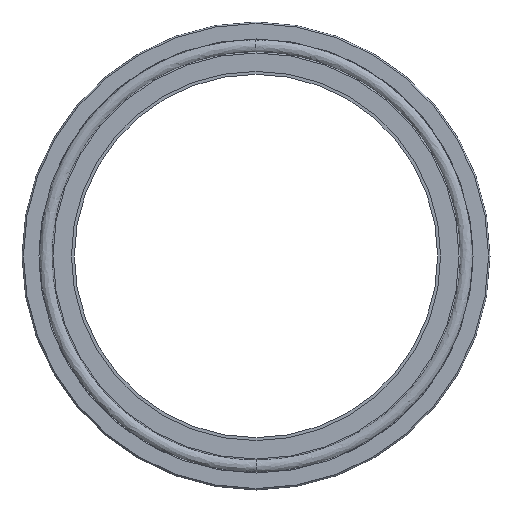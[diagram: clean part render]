
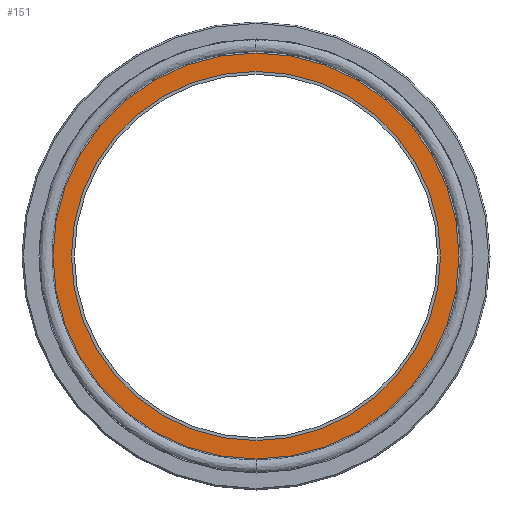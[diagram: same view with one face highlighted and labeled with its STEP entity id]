
A CAD part, left-side view. The second image highlights one B-rep face of the part: STEP entity #151.
In plain terms, the highlighted planar face has unit normal (-1, 0, 0).
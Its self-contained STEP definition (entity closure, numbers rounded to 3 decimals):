
#151=ADVANCED_FACE('',(#206,#207),#205,.T.);
#205=PLANE('',#544);
#206=FACE_OUTER_BOUND('',#545,.T.);
#207=FACE_BOUND('',#546,.T.);
#541=CARTESIAN_POINT('',(-1.95,-130.964,-149.677));
#542=DIRECTION('',(-1.,0.,0.));
#543=DIRECTION('',(0.,0.,1.));
#544=AXIS2_PLACEMENT_3D('',#541,#542,#543);
#545=EDGE_LOOP('',(#1033,#1034));
#546=EDGE_LOOP('',(#1035,#1036));
#1033=ORIENTED_EDGE('',*,*,#1181,.T.);
#1034=ORIENTED_EDGE('',*,*,#1182,.T.);
#1035=ORIENTED_EDGE('',*,*,#1183,.F.);
#1036=ORIENTED_EDGE('',*,*,#1184,.F.);
#1181=EDGE_CURVE('',#1303,#1304,#1305,.T.);
#1182=EDGE_CURVE('',#1304,#1303,#1311,.T.);
#1183=EDGE_CURVE('',#1317,#1318,#1319,.T.);
#1184=EDGE_CURVE('',#1318,#1317,#1325,.T.);
#1303=VERTEX_POINT('',#1777);
#1304=VERTEX_POINT('',#1778);
#1305=CIRCLE('',#1782,69.838);
#1311=CIRCLE('',#1786,69.838);
#1317=VERTEX_POINT('',#1787);
#1318=VERTEX_POINT('',#1788);
#1319=CIRCLE('',#1792,63.5);
#1325=CIRCLE('',#1796,63.5);
#1777=CARTESIAN_POINT('',(-1.95,0.,69.838));
#1778=CARTESIAN_POINT('',(-1.95,0.,-69.838));
#1779=CARTESIAN_POINT('',(-1.95,0.,0.));
#1780=DIRECTION('',(-1.,0.,0.));
#1781=DIRECTION('',(0.,0.,1.));
#1782=AXIS2_PLACEMENT_3D('',#1779,#1780,#1781);
#1783=CARTESIAN_POINT('',(-1.95,0.,0.));
#1784=DIRECTION('',(-1.,0.,0.));
#1785=DIRECTION('',(0.,0.,1.));
#1786=AXIS2_PLACEMENT_3D('',#1783,#1784,#1785);
#1787=CARTESIAN_POINT('',(-1.95,0.,-63.5));
#1788=CARTESIAN_POINT('',(-1.95,0.,63.5));
#1789=CARTESIAN_POINT('',(-1.95,0.,0.));
#1790=DIRECTION('',(-1.,0.,0.));
#1791=DIRECTION('',(0.,0.,1.));
#1792=AXIS2_PLACEMENT_3D('',#1789,#1790,#1791);
#1793=CARTESIAN_POINT('',(-1.95,0.,0.));
#1794=DIRECTION('',(-1.,0.,0.));
#1795=DIRECTION('',(0.,0.,1.));
#1796=AXIS2_PLACEMENT_3D('',#1793,#1794,#1795);
